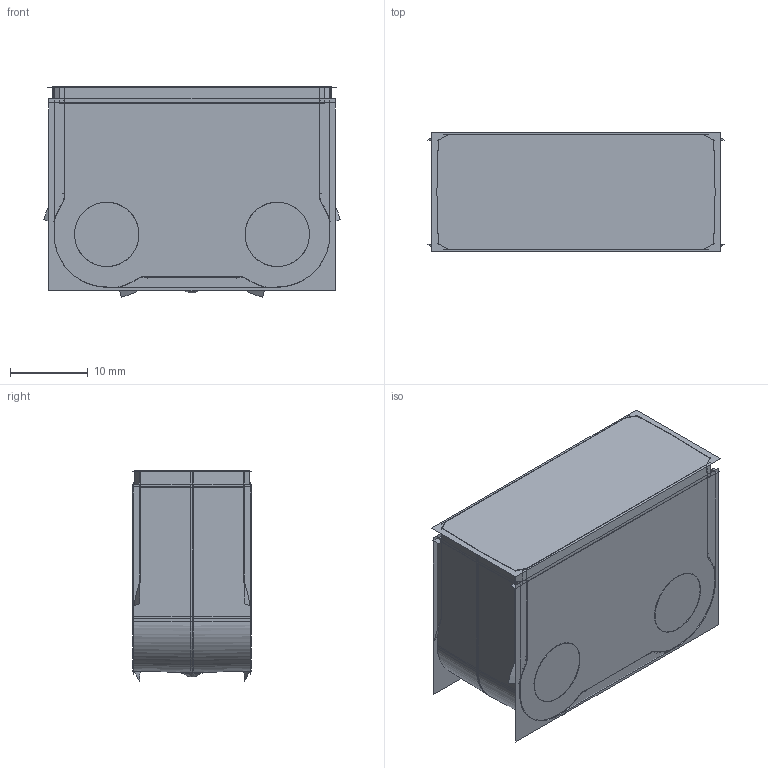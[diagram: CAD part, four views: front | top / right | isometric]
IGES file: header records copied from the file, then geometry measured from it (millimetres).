
Start section:  PTC IGES file: 209641.igs
Global section: file name: 209641.igs; native system: Creo Parametric by PTC Inc.; preprocessor: 2018300; author: pdmadmin; organization: Unknown; date: 20190328.141025; units: millimetre
Bounding box: 38.24 x 15.39 x 27.18 mm (x, y, z)
Volume: 12387.6 mm3; surface area: 17511.3 mm2
Topology: 1 solids, 1 shells, 210 faces, 1114 edges, 1422 vertices
Faces by surface type: revolution 118, bspline 92
